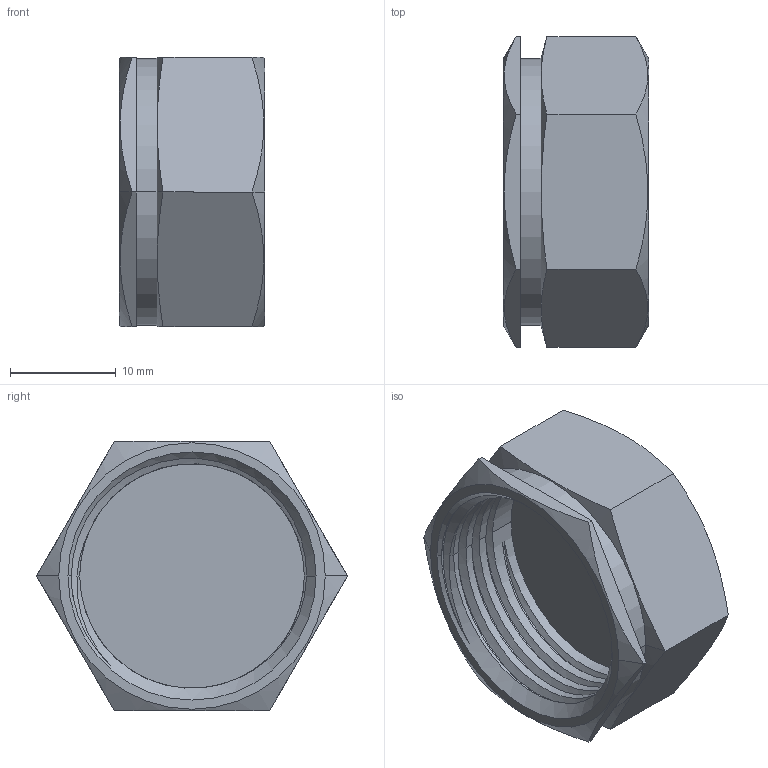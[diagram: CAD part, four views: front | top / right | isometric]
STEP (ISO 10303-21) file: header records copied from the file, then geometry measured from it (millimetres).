
FILE_DESCRIPTION (( 'STEP AP203' ), '1' );
FILE_NAME ('CAP-540BR-P REV.step', '2025-12-01T12:50:19', ( '' ), ( '' ), 'SwSTEP 2.0', 'SolidWorks 2018', '' );
FILE_SCHEMA (( 'CONFIG_CONTROL_DESIGN' ));
Length unit declared in the file: inch
Products named in the file (3): PRT-000108; CAP-540BR-P REV; PRT-000941
Assembly tree (2 placements, depth 2):
  CAP-540BR-P REV
    PRT-000941
    PRT-000108
Bounding box: 13.72 x 29.33 x 25.4 mm (x, y, z)
Volume: 4250 mm3; surface area: 4113.3 mm2
Topology: 2 solids, 2 shells, 42 faces, 99 edges, 63 vertices
Faces by surface type: plane 18, cylinder 12, cone 9, bspline 3
Entity records: 4318 total; most frequent: CARTESIAN_POINT 3118, ORIENTED_EDGE 198, DIRECTION 164, EDGE_CURVE 99, VERTEX_POINT 63, AXIS2_PLACEMENT_3D 62, EDGE_LOOP 44, FACE_OUTER_BOUND 42
